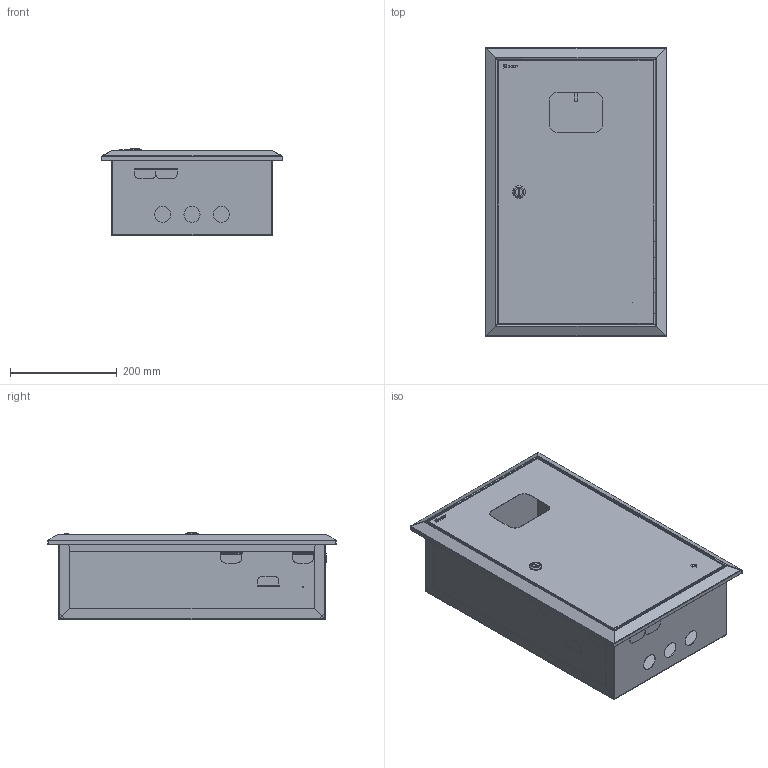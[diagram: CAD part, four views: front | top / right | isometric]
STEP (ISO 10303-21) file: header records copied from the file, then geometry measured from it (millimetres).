
FILE_DESCRIPTION (( 'STEP AP214' ), '1' );
FILE_NAME ('棞蚋 3-12 IP31 昈-1180 捘.STEP', '2017-09-13T08:27:34', ( 'Admin' ), ( '' ), 'SwSTEP 2.0', 'SolidWorks 2017', '' );
FILE_SCHEMA (( 'AUTOMOTIVE_DESIGN' ));
Length unit declared in the file: millimetre
Products named in the file (38): hex flange nut_din_Hexagon Flange Nut DIN 6923 - M6 - N; Øïèëüêà Ì6õ12; DIN-ðåéêà; Çåðêàëüíî îòðàçèòüÊðîíøòåéí 40õ40; ÌÈ-1180.02.00.000 Äâåðü â ñáîðå; ÌÈ-1180.01.02.001 Ñòåíêà ïðàâàÿ; 呧蜦 3D; ÌÈ-1180.01.01.000 Ñòåíêà ëåâàÿ â ñáîðå; Çàìîê ïî÷òîâûé; 昈-1180.01.01.002 赶鎀鍧; Âíóòðåííåå òåëî çàìêà; ÌÈ-1180.01.01.001 Ñòåíêà ëåâàÿ; Ãàéêà; ÌÈ-1180.01.03.000 Ñòåíêà çàäíÿÿ â ñáîðå; Ïðîêëàäêà ìåòàëëè÷åñêàÿ 2; Êðîíøòåéí 40õ40; pan head cross recess screw_din_ISO 7045 - M4 x 6 - Z --- 6N; ÌÈ-1180.01.02.000 Ñòåíêà ïðàâàÿ â ñáîðå; Øïèëüêà îáìåäíåííàÿ Ì6õ20; Ïðîêëàäêà; ÌÈ-1180.01.03.001 Ñòåíêà çàäíÿÿ; Washer 6402_3_gost_丐ｩ｡ 2 6 ヮ葬 6402-70; 昈-484.00.00.001 赶鎀鍧; ÌÈ-1180.04.00.000 Ïàíåëü ïðàâàÿ â ñáîðå; 棞蚋 3-12 IP31 昈-1180 捘; 哏铌; ÌÈ-1180.04.00.001 Ïàíåëü ïðàâàÿ; Ïðîêëàäêà ìåòàëëè÷åñêàÿ; ÌÈ-1180.03.00.000 Ïàíåëü ëåâàÿ â ñáîðå; Òåëî çàìêà; ÌÈ-1180.03.00.001 Ïàíåëü ëåâàÿ; Çàêëåïêà öèëèíäðè÷åñêàÿ Ì4 ÑÒ-Á ñ âíóòðåííåé ðåçüáîé_Œ8; Ïàíåëü ñ÷åò÷èêà 3õ ôàçíîãî ÌÈ-512.00.00.001; øïèëüêà îáìåäíåííàÿ Ì6õ12; ﾌﾈ-1180.02.00.001 ﾄ粢; pan head cross recess screw_din_DIN EN ISO 7045 - M4 x 16 - Z - 16N; ÌÈ-1180.01.00.000 Êîðïóñ â ñáîðå; cross ph tapping 968_din_Screw DIN 968-ST4.2x13-C-H-N
Assembly tree (60 placements, depth 4):
  棞蚋 3-12 IP31 昈-1180 捘
    ÌÈ-1180.01.00.000 Êîðïóñ â ñáîðå
      ÌÈ-1180.01.03.000 Ñòåíêà çàäíÿÿ â ñáîðå
        ÌÈ-1180.01.03.001 Ñòåíêà çàäíÿÿ
        Øïèëüêà îáìåäíåííàÿ Ì6õ20  x2
        Êðîíøòåéí 40õ40  x2
      ÌÈ-1180.01.01.000 Ñòåíêà ëåâàÿ â ñáîðå
        ÌÈ-1180.01.01.001 Ñòåíêà ëåâàÿ
        Êðîíøòåéí 40õ40  x3
        昈-1180.01.01.002 赶鎀鍧
      ÌÈ-1180.01.02.000 Ñòåíêà ïðàâàÿ â ñáîðå
        ÌÈ-1180.01.02.001 Ñòåíêà ïðàâàÿ
        Çåðêàëüíî îòðàçèòüÊðîíøòåéí 40õ40  x3
        Øïèëüêà Ì6õ12
    ÌÈ-1180.02.00.000 Äâåðü â ñáîðå
      ﾌﾈ-1180.02.00.001 ﾄ粢
      øïèëüêà îáìåäíåííàÿ Ì6õ12
      Çàêëåïêà öèëèíäðè÷åñêàÿ Ì4 ÑÒ-Á ñ âíóòðåííåé ðåçüáîé_Œ8  x2
      Çàìîê ïî÷òîâûé
        Òåëî çàìêà
        Ïðîêëàäêà ìåòàëëè÷åñêàÿ
        哏铌
        Washer 6402_3_gost_丐ｩ｡ 2 6 ヮ葬 6402-70
        Ïðîêëàäêà
        pan head cross recess screw_din_ISO 7045 - M4 x 6 - Z --- 6N
        Ïðîêëàäêà ìåòàëëè÷åñêàÿ 2
        Ãàéêà
        Âíóòðåííåå òåëî çàìêà
      呧蜦 3D
    DIN-ðåéêà
    hex flange nut_din_Hexagon Flange Nut DIN 6923 - M6 - N  x4
    cross ph tapping 968_din_Screw DIN 968-ST4.2x13-C-H-N  x10
    pan head cross recess screw_din_DIN EN ISO 7045 - M4 x 16 - Z - 16N  x2
    Ïàíåëü ñ÷åò÷èêà 3õ ôàçíîãî ÌÈ-512.00.00.001
    ÌÈ-1180.03.00.000 Ïàíåëü ëåâàÿ â ñáîðå
      ÌÈ-1180.03.00.001 Ïàíåëü ëåâàÿ
      Øïèëüêà Ì6õ12
    ÌÈ-1180.04.00.000 Ïàíåëü ïðàâàÿ â ñáîðå
      ÌÈ-1180.04.00.001 Ïàíåëü ïðàâàÿ
      Øïèëüêà Ì6õ12
    昈-484.00.00.001 赶鎀鍧
Bounding box: 340 x 540.01 x 164.2 mm (x, y, z)
Volume: 595708.6 mm3; surface area: 1654483 mm2
Topology: 59 solids, 59 shells, 1724 faces, 4232 edges, 2649 vertices
Faces by surface type: plane 942, cylinder 448, bspline 168, cone 112, torus 28, sphere 26
Entity records: 37079 total; most frequent: CARTESIAN_POINT 10124, ORIENTED_EDGE 5108, DIRECTION 5010, EDGE_CURVE 2554, LINE 1672, VECTOR 1672, AXIS2_PLACEMENT_3D 1669, VERTEX_POINT 1597
